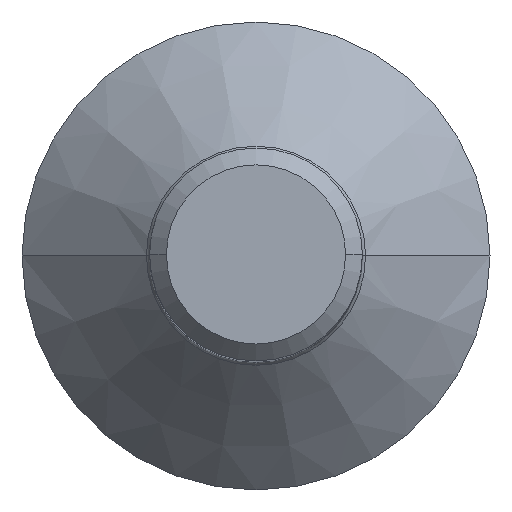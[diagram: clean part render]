
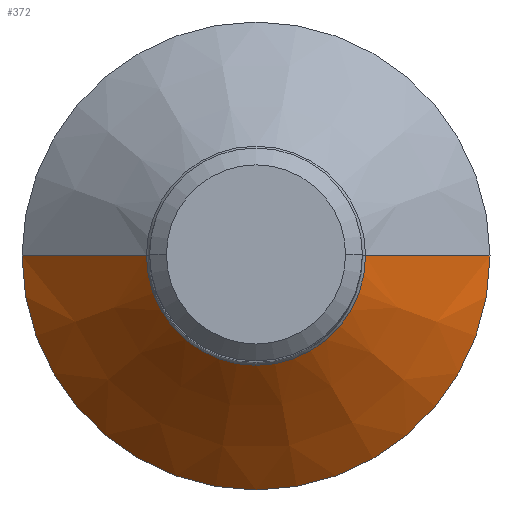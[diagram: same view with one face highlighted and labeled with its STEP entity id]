
A CAD part, top view. The second image highlights one B-rep face of the part: STEP entity #372.
In plain terms, the highlighted conical face has half-angle 45 degrees and reference radius 13.191 mm.
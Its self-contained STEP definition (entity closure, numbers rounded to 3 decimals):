
#1 = CARTESIAN_POINT ( 'NONE',  ( 0., 0., 0. ) ) ;
#43 = EDGE_CURVE ( 'NONE', #739, #337, #425, .T. ) ;
#54 = VECTOR ( 'NONE', #748, 1000. ) ;
#79 = CARTESIAN_POINT ( 'NONE',  ( -13.191, 0., 0. ) ) ;
#91 = DIRECTION ( 'NONE',  ( -1., 0., 0. ) ) ;
#103 = CARTESIAN_POINT ( 'NONE',  ( 0., 0., 0. ) ) ;
#105 = EDGE_CURVE ( 'NONE', #415, #140, #839, .T. ) ;
#140 = VERTEX_POINT ( 'NONE', #327 ) ;
#146 = CIRCLE ( 'NONE', #770, 6.176 ) ;
#213 = CARTESIAN_POINT ( 'NONE',  ( 0., 0., 7.016 ) ) ;
#216 = CONICAL_SURFACE ( 'NONE', #244, 13.191, 0.785 ) ;
#244 = AXIS2_PLACEMENT_3D ( 'NONE', #1, #463, #91 ) ;
#249 = DIRECTION ( 'NONE',  ( 0., 0., 1. ) ) ;
#255 = VECTOR ( 'NONE', #382, 1000. ) ;
#271 = EDGE_CURVE ( 'NONE', #415, #739, #146, .T. ) ;
#327 = CARTESIAN_POINT ( 'NONE',  ( 13.191, 0., 0. ) ) ;
#328 = ORIENTED_EDGE ( 'NONE', *, *, #533, .T. ) ;
#337 = VERTEX_POINT ( 'NONE', #79 ) ;
#372 = ADVANCED_FACE ( 'NONE', ( #549 ), #216, .T. ) ;
#382 = DIRECTION ( 'NONE',  ( 0.707, 0., -0.707 ) ) ;
#389 = EDGE_LOOP ( 'NONE', ( #792, #811, #487, #328 ) ) ;
#403 = DIRECTION ( 'NONE',  ( 1., 0., 0. ) ) ;
#413 = DIRECTION ( 'NONE',  ( -1., 0., 0. ) ) ;
#415 = VERTEX_POINT ( 'NONE', #470 ) ;
#425 = LINE ( 'NONE', #820, #54 ) ;
#463 = DIRECTION ( 'NONE',  ( 0., 0., -1. ) ) ;
#470 = CARTESIAN_POINT ( 'NONE',  ( 6.176, 0., 7.016 ) ) ;
#487 = ORIENTED_EDGE ( 'NONE', *, *, #43, .T. ) ;
#533 = EDGE_CURVE ( 'NONE', #337, #140, #851, .T. ) ;
#549 = FACE_OUTER_BOUND ( 'NONE', #389, .T. ) ;
#652 = CARTESIAN_POINT ( 'NONE',  ( 13.191, 0., 0. ) ) ;
#739 = VERTEX_POINT ( 'NONE', #771 ) ;
#748 = DIRECTION ( 'NONE',  ( -0.707, 0., -0.707 ) ) ;
#770 = AXIS2_PLACEMENT_3D ( 'NONE', #213, #793, #403 ) ;
#771 = CARTESIAN_POINT ( 'NONE',  ( -6.176, 0., 7.016 ) ) ;
#786 = AXIS2_PLACEMENT_3D ( 'NONE', #103, #249, #413 ) ;
#792 = ORIENTED_EDGE ( 'NONE', *, *, #105, .F. ) ;
#793 = DIRECTION ( 'NONE',  ( 0., 0., -1. ) ) ;
#811 = ORIENTED_EDGE ( 'NONE', *, *, #271, .T. ) ;
#820 = CARTESIAN_POINT ( 'NONE',  ( -13.191, 0., 0. ) ) ;
#839 = LINE ( 'NONE', #652, #255 ) ;
#851 = CIRCLE ( 'NONE', #786, 13.191 ) ;
